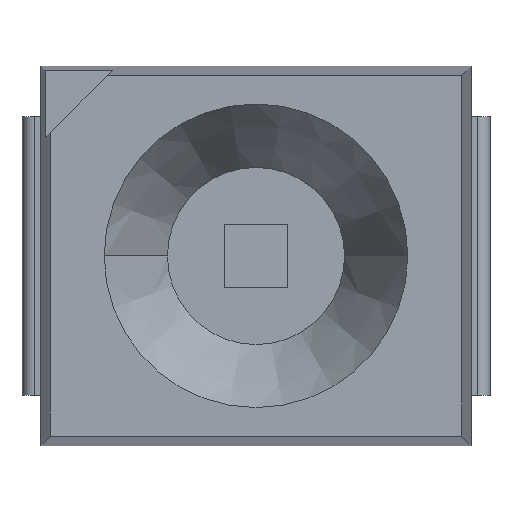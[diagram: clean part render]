
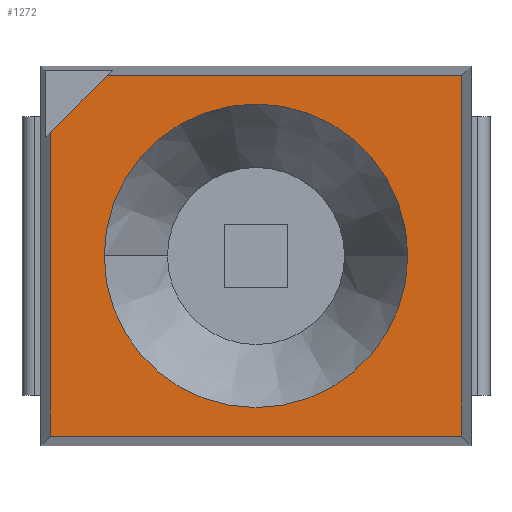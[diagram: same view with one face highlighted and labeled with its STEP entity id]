
A CAD part, top view. The second image highlights one B-rep face of the part: STEP entity #1272.
In plain terms, the highlighted planar face has unit normal (0, 0, 1).
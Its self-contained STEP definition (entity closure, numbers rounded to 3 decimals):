
#1025=CARTESIAN_POINT('',(-1.2,0.,2.1));
#1026=VERTEX_POINT('',#1025);
#1042=CARTESIAN_POINT('',(1.2,0.,2.1));
#1043=VERTEX_POINT('',#1042);
#1050=CARTESIAN_POINT('',(0.,0.,2.1));
#1051=DIRECTION('',(0.0,0.0,-1.0));
#1052=DIRECTION('',(-1.0,0.0,0.0));
#1053=AXIS2_PLACEMENT_3D('',#1050,#1051,#1052);
#1054=CIRCLE('',#1053,1.2);
#1055=EDGE_CURVE('',#1026,#1043,#1054,.T.);
#1097=CARTESIAN_POINT('',(-1.625,0.975,2.1));
#1098=VERTEX_POINT('',#1097);
#1105=CARTESIAN_POINT('',(-1.175,1.425,2.1));
#1106=VERTEX_POINT('',#1105);
#1107=CARTESIAN_POINT('',(-1.175,1.425,2.1));
#1108=DIRECTION('',(-0.707,-0.707,0.));
#1109=VECTOR('',#1108,0.636);
#1110=LINE('',#1107,#1109);
#1111=EDGE_CURVE('',#1106,#1098,#1110,.T.);
#1146=CARTESIAN_POINT('',(-1.625,-1.425,2.1));
#1147=VERTEX_POINT('',#1146);
#1154=CARTESIAN_POINT('',(-1.625,-1.425,2.1));
#1155=DIRECTION('',(0.0,1.0,0.0));
#1156=VECTOR('',#1155,2.4);
#1157=LINE('',#1154,#1156);
#1158=EDGE_CURVE('',#1147,#1098,#1157,.T.);
#1170=CARTESIAN_POINT('',(1.625,1.425,2.1));
#1171=VERTEX_POINT('',#1170);
#1172=CARTESIAN_POINT('',(-1.175,1.425,2.1));
#1173=DIRECTION('',(1.0,0.0,0.0));
#1174=VECTOR('',#1173,2.8);
#1175=LINE('',#1172,#1174);
#1176=EDGE_CURVE('',#1106,#1171,#1175,.T.);
#1202=CARTESIAN_POINT('',(0.,0.,2.1));
#1203=DIRECTION('',(0.0,0.0,-1.0));
#1204=DIRECTION('',(-1.0,0.0,0.0));
#1205=AXIS2_PLACEMENT_3D('',#1202,#1203,#1204);
#1206=CIRCLE('',#1205,1.2);
#1207=EDGE_CURVE('',#1043,#1026,#1206,.T.);
#1234=CARTESIAN_POINT('',(1.625,-1.425,2.1));
#1235=VERTEX_POINT('',#1234);
#1236=CARTESIAN_POINT('',(1.625,1.425,2.1));
#1237=DIRECTION('',(0.0,-1.0,0.0));
#1238=VECTOR('',#1237,2.85);
#1239=LINE('',#1236,#1238);
#1240=EDGE_CURVE('',#1171,#1235,#1239,.T.);
#1251=CARTESIAN_POINT('',(0.0,0.,2.1));
#1252=DIRECTION('',(0.0,0.0,-1.0));
#1253=DIRECTION('',(-1.0,0.0,0.0));
#1254=AXIS2_PLACEMENT_3D('',#1251,#1252,#1253);
#1255=PLANE('',#1254);
#1256=ORIENTED_EDGE('',*,*,#1111,.T.);
#1257=ORIENTED_EDGE('',*,*,#1158,.F.);
#1258=CARTESIAN_POINT('',(1.625,-1.425,2.1));
#1259=DIRECTION('',(-1.0,0.0,0.0));
#1260=VECTOR('',#1259,3.25);
#1261=LINE('',#1258,#1260);
#1262=EDGE_CURVE('',#1235,#1147,#1261,.T.);
#1263=ORIENTED_EDGE('',*,*,#1262,.F.);
#1264=ORIENTED_EDGE('',*,*,#1240,.F.);
#1265=ORIENTED_EDGE('',*,*,#1176,.F.);
#1266=EDGE_LOOP('',(#1256,#1257,#1263,#1264,#1265));
#1267=FACE_OUTER_BOUND('',#1266,.T.);
#1268=ORIENTED_EDGE('',*,*,#1207,.T.);
#1269=ORIENTED_EDGE('',*,*,#1055,.T.);
#1270=EDGE_LOOP('',(#1268,#1269));
#1271=FACE_BOUND('',#1270,.T.);
#1272=ADVANCED_FACE('',(#1267,#1271),#1255,.F.);
